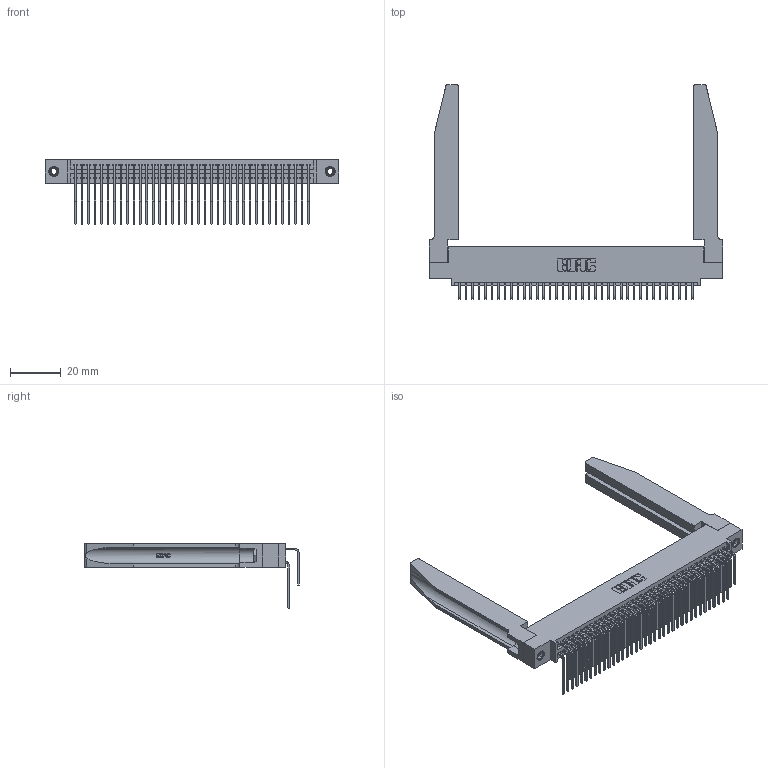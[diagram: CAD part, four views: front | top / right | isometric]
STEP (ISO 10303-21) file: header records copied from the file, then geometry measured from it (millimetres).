
FILE_DESCRIPTION (( 'STEP AP203' ), '1' );
FILE_NAME ('345-074-559-578.STEP', '2019-10-31T08:30:24', ( '' ), ( '' ), 'SwSTEP 2.0', 'SolidWorks 2016', '' );
FILE_SCHEMA (( 'CONFIG_CONTROL_DESIGN' ));
Length unit declared in the file: inch
Products named in the file (6): 345-292-001_559 Tail - 2; 345-220-078_345-220-078; 345-250-001_345-250-001-102; 345 Part_0.110 Offset - 0.156 Dia-TH; 345-074-559-578; 345-292-001_558 559 Tail - 1
Assembly tree (79 placements, depth 2):
  345-074-559-578
    345 Part_0.110 Offset - 0.156 Dia-TH
    345-292-001_558 559 Tail - 1  x37
    345-292-001_559 Tail - 2  x37
    345-250-001_345-250-001-102  x2
    345-220-078_345-220-078  x2
Bounding box: 115.21 x 84.32 x 25.53 mm (x, y, z)
Volume: 19269.6 mm3; surface area: 25839.5 mm2
Topology: 79 solids, 79 shells, 4212 faces, 12431 edges, 8178 vertices
Faces by surface type: plane 2816, cylinder 1344, bspline 36, cone 12, torus 4
Entity records: 36228 total; most frequent: CARTESIAN_POINT 7042, ORIENTED_EDGE 5822, DIRECTION 5181, EDGE_CURVE 2911, LINE 2497, VECTOR 2497, VERTEX_POINT 1932, AXIS2_PLACEMENT_3D 1342
